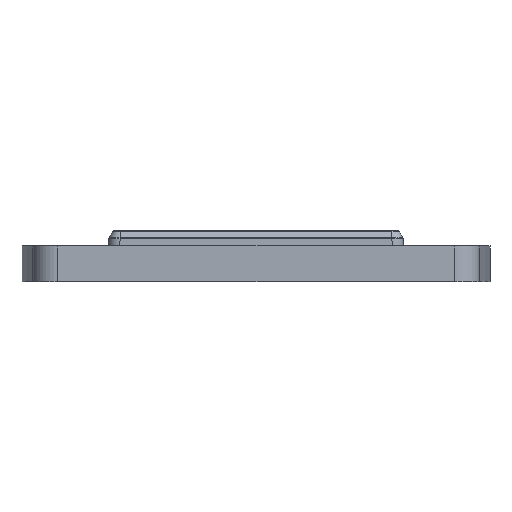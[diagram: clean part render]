
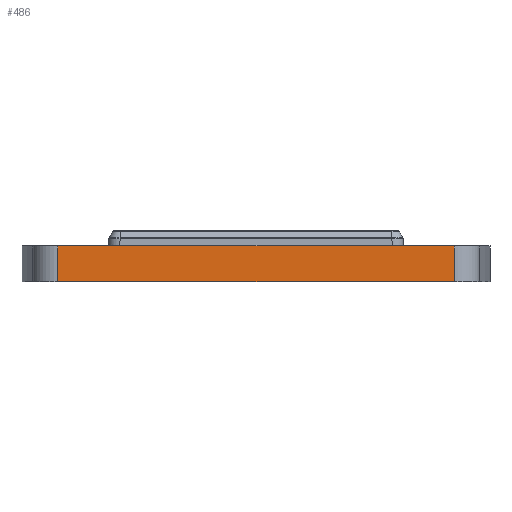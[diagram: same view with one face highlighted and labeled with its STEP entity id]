
A CAD part, front view. The second image highlights one B-rep face of the part: STEP entity #486.
In plain terms, the highlighted planar face has unit normal (0, -1, 0).
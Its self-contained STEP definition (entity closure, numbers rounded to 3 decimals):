
#131=PLANE('',#4369);
#486=ADVANCED_FACE('',(#808),#131,.T.);
#808=FACE_OUTER_BOUND('',#1062,.T.);
#1062=EDGE_LOOP('',(#2237,#2238,#2239,#2240));
#2237=ORIENTED_EDGE('',*,*,#3322,.T.);
#2238=ORIENTED_EDGE('',*,*,#3226,.F.);
#2239=ORIENTED_EDGE('',*,*,#3321,.F.);
#2240=ORIENTED_EDGE('',*,*,#3144,.T.);
#2669=VERTEX_POINT('',#7014);
#2670=VERTEX_POINT('',#7016);
#2739=VERTEX_POINT('',#7450);
#2740=VERTEX_POINT('',#7452);
#3144=EDGE_CURVE('',#2670,#2669,#3578,.T.);
#3226=EDGE_CURVE('',#2739,#2740,#3622,.T.);
#3321=EDGE_CURVE('',#2670,#2739,#3669,.T.);
#3322=EDGE_CURVE('',#2669,#2740,#3670,.T.);
#3578=LINE('',#7015,#3902);
#3622=LINE('',#7451,#3946);
#3669=LINE('',#8089,#3994);
#3670=LINE('',#8091,#3995);
#3902=VECTOR('',#5019,1.);
#3946=VECTOR('',#5135,1.);
#3994=VECTOR('',#5329,1.);
#3995=VECTOR('',#5332,1.);
#4369=AXIS2_PLACEMENT_3D('',#8092,#5333,#5334);
#5019=DIRECTION('',(1.,0.,0.));
#5135=DIRECTION('',(1.,0.,0.));
#5329=DIRECTION('',(0.,0.,1.));
#5332=DIRECTION('',(0.,0.,1.));
#5333=DIRECTION('',(0.,-1.,0.));
#5334=DIRECTION('',(-1.,0.,0.));
#7014=CARTESIAN_POINT('',(33.19,-34.5,-4.));
#7015=CARTESIAN_POINT('',(-55.689,-34.5,-4.));
#7016=CARTESIAN_POINT('',(-55.69,-34.5,-4.));
#7450=CARTESIAN_POINT('',(-55.69,-34.5,4.));
#7451=CARTESIAN_POINT('',(-55.689,-34.5,4.));
#7452=CARTESIAN_POINT('',(33.19,-34.5,4.));
#8089=CARTESIAN_POINT('',(-55.69,-34.5,-4.));
#8091=CARTESIAN_POINT('',(33.19,-34.5,-4.));
#8092=CARTESIAN_POINT('',(-55.689,-34.5,-4.));
